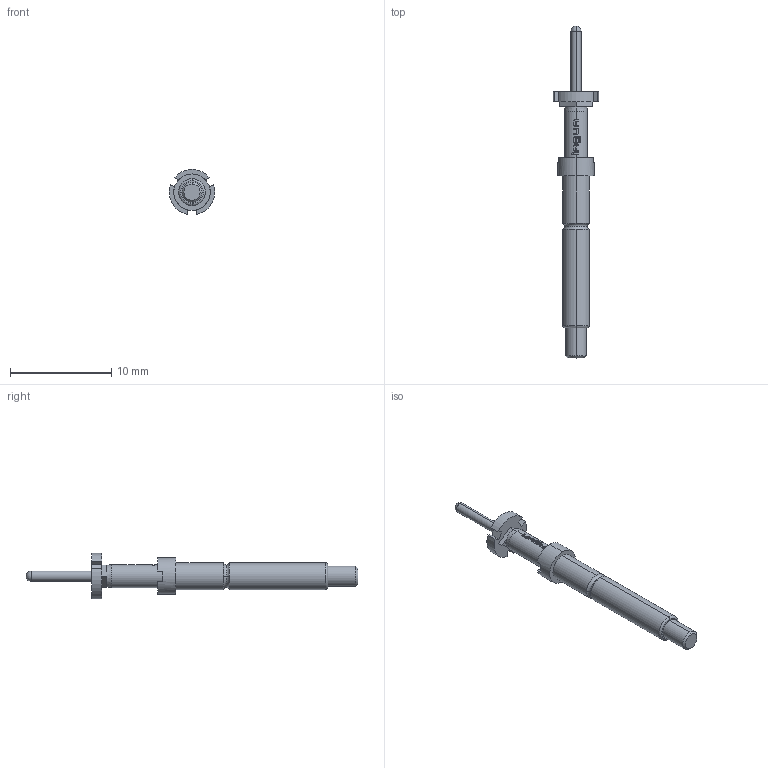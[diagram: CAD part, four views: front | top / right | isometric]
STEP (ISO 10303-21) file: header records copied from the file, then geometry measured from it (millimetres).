
FILE_DESCRIPTION (( 'STEP AP203' ), '1' );
FILE_NAME ('INGUN_T-888_305_100_650_450Axx02M.STEP', '2022-05-02T08:42:31', ( 'ochi' ), ( '' ), 'SwSTEP 2.0', 'SolidWorks 2018', '' );
FILE_SCHEMA (( 'CONFIG_CONTROL_DESIGN' ));
Length unit declared in the file: millimetre
Products named in the file (1): INGUN_T-888_305_100_650_450Axx02M
Bounding box: 4.5 x 32.8 x 4.46 mm (x, y, z)
Volume: 149.7 mm3; surface area: 289.2 mm2
Topology: 1 solids, 1 shells, 132 faces, 363 edges, 237 vertices
Faces by surface type: plane 69, cylinder 27, bspline 22, torus 6, cone 6, sphere 2
Entity records: 4544 total; most frequent: CARTESIAN_POINT 1259, ORIENTED_EDGE 718, DIRECTION 613, EDGE_CURVE 359, VERTEX_POINT 235, AXIS2_PLACEMENT_3D 233, VECTOR 147, LINE 147
